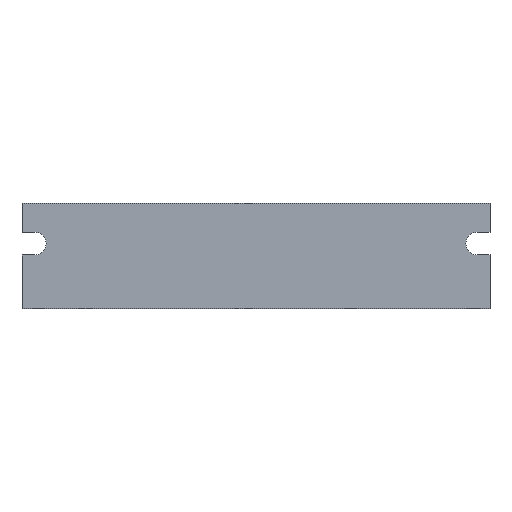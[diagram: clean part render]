
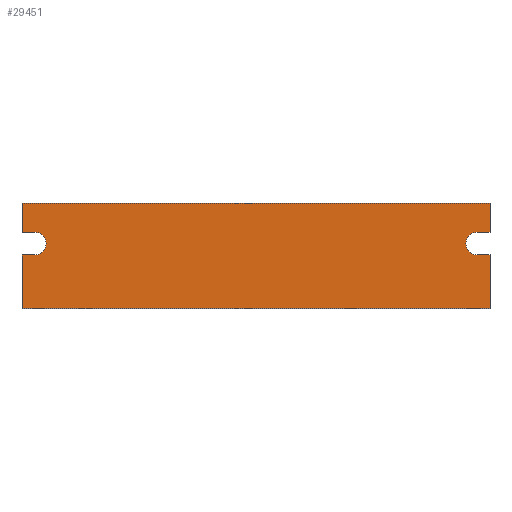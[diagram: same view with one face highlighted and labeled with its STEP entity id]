
A CAD part, top view. The second image highlights one B-rep face of the part: STEP entity #29451.
In plain terms, the highlighted planar face has unit normal (0, 0, 1).
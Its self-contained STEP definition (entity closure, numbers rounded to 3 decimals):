
#790 = DIRECTION ( 'NONE',  ( -1., 0., 0. ) ) ;
#1068 = VERTEX_POINT ( 'NONE', #24656 ) ;
#1069 = CIRCLE ( 'NONE', #27632, 2.25 ) ;
#2118 = LINE ( 'NONE', #2569, #14656 ) ;
#2419 = VECTOR ( 'NONE', #790, 1000. ) ;
#2569 = CARTESIAN_POINT ( 'NONE',  ( -47.251, -18.583, 0. ) ) ;
#2805 = VERTEX_POINT ( 'NONE', #33950 ) ;
#2869 = CARTESIAN_POINT ( 'NONE',  ( -47.251, -18.583, 0. ) ) ;
#3011 = ORIENTED_EDGE ( 'NONE', *, *, #9729, .F. ) ;
#3204 = CARTESIAN_POINT ( 'NONE',  ( -44.751, -5.783, 0. ) ) ;
#3516 = EDGE_CURVE ( 'NONE', #29938, #23037, #29051, .T. ) ;
#3837 = CARTESIAN_POINT ( 'NONE',  ( 45.349, 2.217, 0. ) ) ;
#6287 = DIRECTION ( 'NONE',  ( 0., -1., 0. ) ) ;
#7102 = VERTEX_POINT ( 'NONE', #18689 ) ;
#7303 = ORIENTED_EDGE ( 'NONE', *, *, #9715, .T. ) ;
#7765 = DIRECTION ( 'NONE',  ( 0., 1., 0. ) ) ;
#7794 = LINE ( 'NONE', #21441, #36204 ) ;
#7910 = CARTESIAN_POINT ( 'NONE',  ( -44.751, -8.033, 0. ) ) ;
#9184 = ORIENTED_EDGE ( 'NONE', *, *, #25420, .T. ) ;
#9323 = CARTESIAN_POINT ( 'NONE',  ( -44.751, -8.033, 0. ) ) ;
#9438 = DIRECTION ( 'NONE',  ( 0., -1., 0. ) ) ;
#9514 = DIRECTION ( 'NONE',  ( 0., -1., 0. ) ) ;
#9600 = CIRCLE ( 'NONE', #22514, 2.25 ) ;
#9715 = EDGE_CURVE ( 'NONE', #25590, #1068, #33216, .T. ) ;
#9729 = EDGE_CURVE ( 'NONE', #14346, #14004, #7794, .T. ) ;
#10921 = ORIENTED_EDGE ( 'NONE', *, *, #23839, .T. ) ;
#10924 = LINE ( 'NONE', #43686, #14650 ) ;
#11459 = VERTEX_POINT ( 'NONE', #12851 ) ;
#12312 = CARTESIAN_POINT ( 'NONE',  ( 45.349, 2.217, 0. ) ) ;
#12851 = CARTESIAN_POINT ( 'NONE',  ( 42.849, -8.033, 0. ) ) ;
#13773 = DIRECTION ( 'NONE',  ( 0., -1., 0. ) ) ;
#14004 = VERTEX_POINT ( 'NONE', #23797 ) ;
#14044 = DIRECTION ( 'NONE',  ( 0., 0., -1. ) ) ;
#14291 = AXIS2_PLACEMENT_3D ( 'NONE', #34584, #27506, #9438 ) ;
#14346 = VERTEX_POINT ( 'NONE', #12312 ) ;
#14542 = CARTESIAN_POINT ( 'NONE',  ( -44.751, -3.533, 0. ) ) ;
#14650 = VECTOR ( 'NONE', #22341, 1000. ) ;
#14656 = VECTOR ( 'NONE', #13773, 1000. ) ;
#14885 = ORIENTED_EDGE ( 'NONE', *, *, #33129, .T. ) ;
#15233 = ORIENTED_EDGE ( 'NONE', *, *, #33639, .T. ) ;
#15456 = ORIENTED_EDGE ( 'NONE', *, *, #21027, .T. ) ;
#18374 = LINE ( 'NONE', #36142, #23629 ) ;
#18596 = DIRECTION ( 'NONE',  ( -1., 0., 0. ) ) ;
#18689 = CARTESIAN_POINT ( 'NONE',  ( 42.849, -3.533, 0. ) ) ;
#20365 = DIRECTION ( 'NONE',  ( 1., 0., 0. ) ) ;
#20656 = FACE_OUTER_BOUND ( 'NONE', #26524, .T. ) ;
#20812 = VERTEX_POINT ( 'NONE', #37663 ) ;
#21027 = EDGE_CURVE ( 'NONE', #1068, #29938, #9600, .T. ) ;
#21441 = CARTESIAN_POINT ( 'NONE',  ( 45.349, -18.583, 0. ) ) ;
#21569 = ORIENTED_EDGE ( 'NONE', *, *, #40071, .F. ) ;
#21905 = CARTESIAN_POINT ( 'NONE',  ( -47.251, 2.217, 0. ) ) ;
#22225 = DIRECTION ( 'NONE',  ( 0., 0., -1. ) ) ;
#22341 = DIRECTION ( 'NONE',  ( -1., 0., 0. ) ) ;
#22454 = DIRECTION ( 'NONE',  ( -1., 0., 0. ) ) ;
#22514 = AXIS2_PLACEMENT_3D ( 'NONE', #3204, #22225, #46918 ) ;
#22549 = CARTESIAN_POINT ( 'NONE',  ( -47.251, -8.033, 0. ) ) ;
#22625 = LINE ( 'NONE', #3837, #2419 ) ;
#23037 = VERTEX_POINT ( 'NONE', #22549 ) ;
#23629 = VECTOR ( 'NONE', #18596, 1000. ) ;
#23797 = CARTESIAN_POINT ( 'NONE',  ( 45.349, -3.533, 0. ) ) ;
#23839 = EDGE_CURVE ( 'NONE', #20812, #11459, #18374, .T. ) ;
#24044 = LINE ( 'NONE', #2869, #35149 ) ;
#24386 = LINE ( 'NONE', #35006, #43529 ) ;
#24656 = CARTESIAN_POINT ( 'NONE',  ( -44.751, -3.533, 0. ) ) ;
#24884 = ORIENTED_EDGE ( 'NONE', *, *, #3516, .T. ) ;
#25420 = EDGE_CURVE ( 'NONE', #7102, #14004, #45522, .T. ) ;
#25590 = VERTEX_POINT ( 'NONE', #34740 ) ;
#26364 = ORIENTED_EDGE ( 'NONE', *, *, #45501, .T. ) ;
#26524 = EDGE_LOOP ( 'NONE', ( #15233, #7303, #15456, #24884, #34780, #21569, #40086, #10921, #26364, #9184, #3011, #14885 ) ) ;
#26952 = EDGE_CURVE ( 'NONE', #20812, #2805, #24386, .T. ) ;
#27506 = DIRECTION ( 'NONE',  ( 0., 0., -1. ) ) ;
#27632 = AXIS2_PLACEMENT_3D ( 'NONE', #43429, #14044, #7765 ) ;
#28948 = DIRECTION ( 'NONE',  ( 1., 0., 0. ) ) ;
#29051 = LINE ( 'NONE', #7910, #40051 ) ;
#29451 = ADVANCED_FACE ( 'NONE', ( #20656 ), #37955, .F. ) ;
#29938 = VERTEX_POINT ( 'NONE', #9323 ) ;
#30106 = VECTOR ( 'NONE', #28948, 1000. ) ;
#33129 = EDGE_CURVE ( 'NONE', #14346, #44265, #22625, .T. ) ;
#33216 = LINE ( 'NONE', #14542, #30106 ) ;
#33639 = EDGE_CURVE ( 'NONE', #44265, #25590, #2118, .T. ) ;
#33950 = CARTESIAN_POINT ( 'NONE',  ( 45.349, -18.583, 0. ) ) ;
#34584 = CARTESIAN_POINT ( 'NONE',  ( 45.349, -18.583, 0. ) ) ;
#34740 = CARTESIAN_POINT ( 'NONE',  ( -47.251, -3.533, 0. ) ) ;
#34780 = ORIENTED_EDGE ( 'NONE', *, *, #40882, .T. ) ;
#35006 = CARTESIAN_POINT ( 'NONE',  ( 45.349, -18.583, 0. ) ) ;
#35149 = VECTOR ( 'NONE', #9514, 1000. ) ;
#36142 = CARTESIAN_POINT ( 'NONE',  ( 42.849, -8.033, 0. ) ) ;
#36204 = VECTOR ( 'NONE', #43455, 1000. ) ;
#37452 = CARTESIAN_POINT ( 'NONE',  ( 42.849, -3.533, 0. ) ) ;
#37663 = CARTESIAN_POINT ( 'NONE',  ( 45.349, -8.033, 0. ) ) ;
#37955 = PLANE ( 'NONE',  #14291 ) ;
#40051 = VECTOR ( 'NONE', #22454, 1000. ) ;
#40071 = EDGE_CURVE ( 'NONE', #2805, #44602, #10924, .T. ) ;
#40086 = ORIENTED_EDGE ( 'NONE', *, *, #26952, .F. ) ;
#40100 = CARTESIAN_POINT ( 'NONE',  ( -47.251, -18.583, 0. ) ) ;
#40882 = EDGE_CURVE ( 'NONE', #23037, #44602, #24044, .T. ) ;
#43429 = CARTESIAN_POINT ( 'NONE',  ( 42.849, -5.783, 0. ) ) ;
#43455 = DIRECTION ( 'NONE',  ( 0., -1., 0. ) ) ;
#43529 = VECTOR ( 'NONE', #6287, 1000. ) ;
#43686 = CARTESIAN_POINT ( 'NONE',  ( 45.349, -18.583, 0. ) ) ;
#44265 = VERTEX_POINT ( 'NONE', #21905 ) ;
#44602 = VERTEX_POINT ( 'NONE', #40100 ) ;
#44936 = VECTOR ( 'NONE', #20365, 1000. ) ;
#45501 = EDGE_CURVE ( 'NONE', #11459, #7102, #1069, .T. ) ;
#45522 = LINE ( 'NONE', #37452, #44936 ) ;
#46918 = DIRECTION ( 'NONE',  ( 0., -1., 0. ) ) ;
